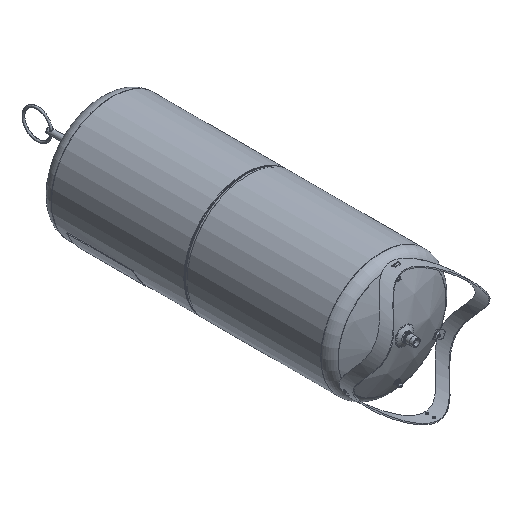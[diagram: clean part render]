
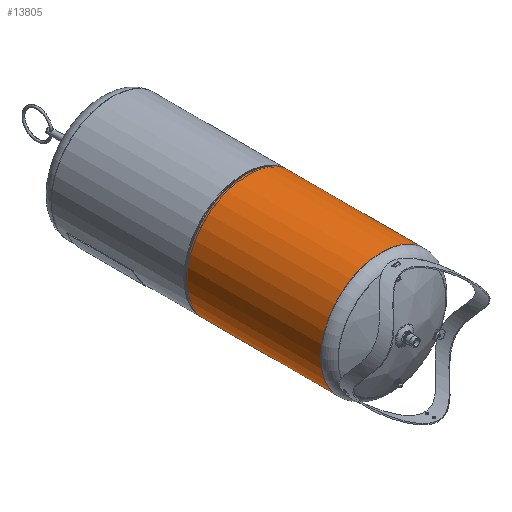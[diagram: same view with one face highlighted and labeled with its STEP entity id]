
A CAD part, isometric view. The second image highlights one B-rep face of the part: STEP entity #13805.
In plain terms, the highlighted cylindrical face has radius 210 mm (diameter 420 mm), a full revolution.
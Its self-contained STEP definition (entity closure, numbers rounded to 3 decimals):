
#13763=CARTESIAN_POINT('',(210.,-283.434,0.));
#13764=VERTEX_POINT('',#13763);
#13765=CARTESIAN_POINT('',(0.,-283.434,0.));
#13766=DIRECTION('',(0.0,-1.0,0.0));
#13767=DIRECTION('',(1.0,0.0,0.0));
#13768=AXIS2_PLACEMENT_3D('',#13765,#13766,#13767);
#13769=CIRCLE('',#13768,210.0);
#13770=EDGE_CURVE('',#13764,#13764,#13769,.T.);
#13786=CARTESIAN_POINT('',(0.,-518.224,0.));
#13787=DIRECTION('',(0.,-1.0,0.));
#13788=DIRECTION('',(1.0,0.0,0.0));
#13789=AXIS2_PLACEMENT_3D('',#13786,#13787,#13788);
#13790=CYLINDRICAL_SURFACE('',#13789,210.0);
#13791=CARTESIAN_POINT('',(210.,-753.013,0.));
#13792=VERTEX_POINT('',#13791);
#13793=CARTESIAN_POINT('',(0.,-753.013,0.));
#13794=DIRECTION('',(0.0,-1.0,0.0));
#13795=DIRECTION('',(1.0,0.0,0.0));
#13796=AXIS2_PLACEMENT_3D('',#13793,#13794,#13795);
#13797=CIRCLE('',#13796,210.);
#13798=EDGE_CURVE('',#13792,#13792,#13797,.T.);
#13799=ORIENTED_EDGE('',*,*,#13798,.F.);
#13800=EDGE_LOOP('',(#13799));
#13801=FACE_OUTER_BOUND('',#13800,.T.);
#13802=ORIENTED_EDGE('',*,*,#13770,.T.);
#13803=EDGE_LOOP('',(#13802));
#13804=FACE_BOUND('',#13803,.T.);
#13805=ADVANCED_FACE('',(#13801,#13804),#13790,.T.);
